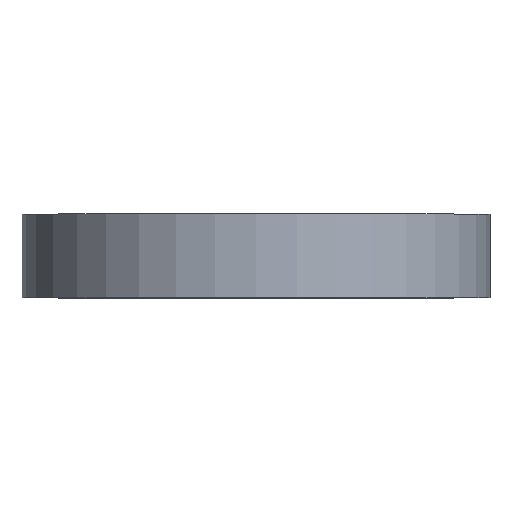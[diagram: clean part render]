
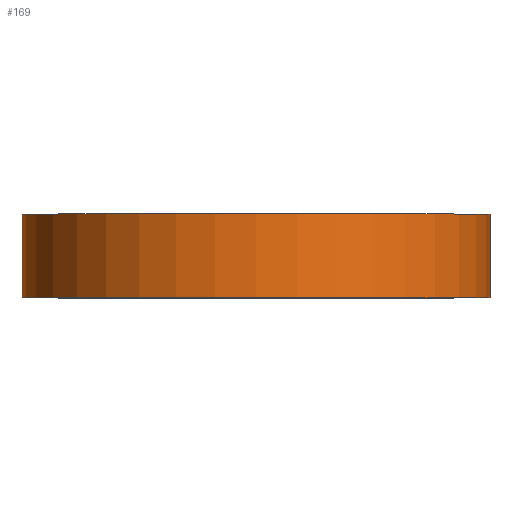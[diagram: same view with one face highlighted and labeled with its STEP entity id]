
A CAD part, top view. The second image highlights one B-rep face of the part: STEP entity #169.
In plain terms, the highlighted cylindrical face has radius 70 mm (diameter 140 mm), a full revolution.
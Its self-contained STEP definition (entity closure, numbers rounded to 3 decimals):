
#26=CYLINDRICAL_SURFACE('',#206,70.);
#37=FACE_OUTER_BOUND('',#52,.T.);
#52=EDGE_LOOP('',(#149,#150,#151,#152));
#62=LINE('',#310,#70);
#70=VECTOR('',#264,70.);
#78=CIRCLE('',#198,70.);
#82=CIRCLE('',#207,70.);
#90=VERTEX_POINT('',#292);
#94=VERTEX_POINT('',#308);
#106=EDGE_CURVE('',#90,#90,#78,.T.);
#113=EDGE_CURVE('',#94,#94,#82,.T.);
#114=EDGE_CURVE('',#94,#90,#62,.T.);
#149=ORIENTED_EDGE('',*,*,#113,.F.);
#150=ORIENTED_EDGE('',*,*,#114,.T.);
#151=ORIENTED_EDGE('',*,*,#106,.T.);
#152=ORIENTED_EDGE('',*,*,#114,.F.);
#169=ADVANCED_FACE('',(#37),#26,.T.);
#198=AXIS2_PLACEMENT_3D('',#293,#241,#242);
#206=AXIS2_PLACEMENT_3D('',#307,#260,#261);
#207=AXIS2_PLACEMENT_3D('',#309,#262,#263);
#241=DIRECTION('center_axis',(0.,1.,0.));
#242=DIRECTION('ref_axis',(1.,0.,0.));
#260=DIRECTION('center_axis',(0.,1.,0.));
#261=DIRECTION('ref_axis',(0.,0.,1.));
#262=DIRECTION('center_axis',(0.,1.,0.));
#263=DIRECTION('ref_axis',(1.,0.,0.));
#264=DIRECTION('',(0.,-1.,0.));
#292=CARTESIAN_POINT('',(0.,260.,-70.));
#293=CARTESIAN_POINT('Origin',(0.,260.,0.));
#307=CARTESIAN_POINT('Origin',(0.,272.5,0.));
#308=CARTESIAN_POINT('',(0.,285.,-70.));
#309=CARTESIAN_POINT('Origin',(0.,285.,0.));
#310=CARTESIAN_POINT('',(0.,272.5,-70.));
